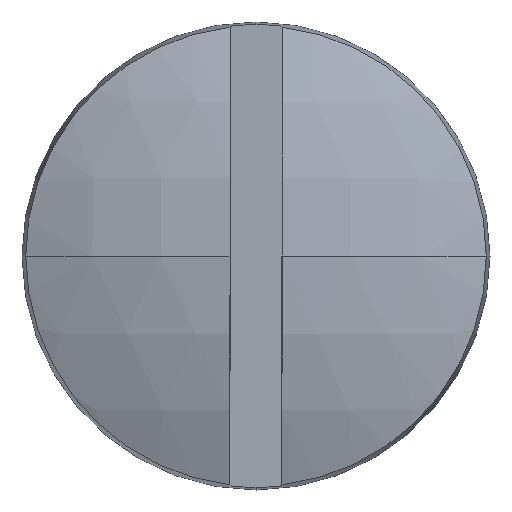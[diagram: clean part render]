
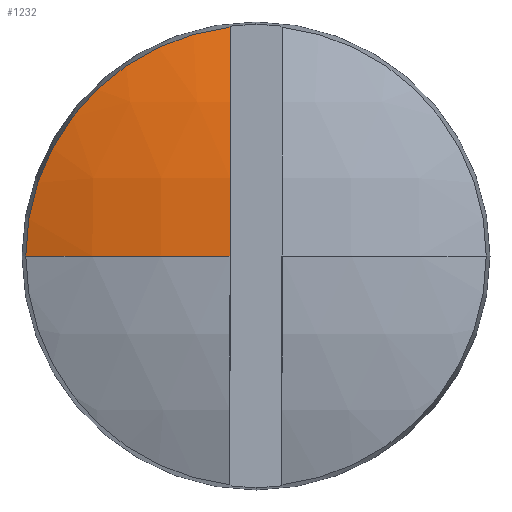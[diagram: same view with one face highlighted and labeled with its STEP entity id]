
A CAD part, left-side view. The second image highlights one B-rep face of the part: STEP entity #1232.
In plain terms, the highlighted spherical face has radius 7.306 mm.
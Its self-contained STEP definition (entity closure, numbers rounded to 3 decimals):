
#5 = CIRCLE ( 'NONE', #680, 7.306 ) ;
#415 = DIRECTION ( 'NONE',  ( 0., 0., -1. ) ) ;
#423 = EDGE_CURVE ( 'NONE', #694, #850, #502, .T. ) ;
#434 = CIRCLE ( 'NONE', #2138, 7.3 ) ;
#502 = CIRCLE ( 'NONE', #1817, 2.656 ) ;
#543 = DIRECTION ( 'NONE',  ( 0., 0., -1. ) ) ;
#570 = FACE_OUTER_BOUND ( 'NONE', #1823, .T. ) ;
#588 = CARTESIAN_POINT ( 'NONE',  ( 0.5, 0., 0. ) ) ;
#680 = AXIS2_PLACEMENT_3D ( 'NONE', #1548, #2192, #1053 ) ;
#683 = EDGE_CURVE ( 'NONE', #694, #1645, #434, .T. ) ;
#691 = ORIENTED_EDGE ( 'NONE', *, *, #683, .F. ) ;
#694 = VERTEX_POINT ( 'NONE', #1404 ) ;
#710 = EDGE_CURVE ( 'NONE', #850, #1645, #5, .T. ) ;
#749 = DIRECTION ( 'NONE',  ( -1., 0., 0. ) ) ;
#764 = SPHERICAL_SURFACE ( 'NONE', #782, 7.306 ) ;
#773 = CARTESIAN_POINT ( 'NONE',  ( 7.306, 0., 0. ) ) ;
#782 = AXIS2_PLACEMENT_3D ( 'NONE', #773, #415, #1245 ) ;
#850 = VERTEX_POINT ( 'NONE', #1114 ) ;
#873 = ORIENTED_EDGE ( 'NONE', *, *, #710, .T. ) ;
#890 = ORIENTED_EDGE ( 'NONE', *, *, #423, .T. ) ;
#1053 = DIRECTION ( 'NONE',  ( 1., 0., 0. ) ) ;
#1074 = DIRECTION ( 'NONE',  ( 0., -1., 0. ) ) ;
#1114 = CARTESIAN_POINT ( 'NONE',  ( 0.5, 2.656, 0. ) ) ;
#1232 = ADVANCED_FACE ( 'NONE', ( #570 ), #764, .T. ) ;
#1245 = DIRECTION ( 'NONE',  ( 0., 1., 0. ) ) ;
#1293 = CARTESIAN_POINT ( 'NONE',  ( 0.006, 0.3, 0. ) ) ;
#1404 = CARTESIAN_POINT ( 'NONE',  ( 0.5, 0.3, 2.639 ) ) ;
#1548 = CARTESIAN_POINT ( 'NONE',  ( 7.306, 0., 0. ) ) ;
#1645 = VERTEX_POINT ( 'NONE', #1293 ) ;
#1728 = CARTESIAN_POINT ( 'NONE',  ( 7.306, 0.3, 0. ) ) ;
#1817 = AXIS2_PLACEMENT_3D ( 'NONE', #588, #749, #1968 ) ;
#1823 = EDGE_LOOP ( 'NONE', ( #890, #873, #691 ) ) ;
#1968 = DIRECTION ( 'NONE',  ( 0., 0., 1. ) ) ;
#2138 = AXIS2_PLACEMENT_3D ( 'NONE', #1728, #1074, #543 ) ;
#2192 = DIRECTION ( 'NONE',  ( 0., 0., 1. ) ) ;
